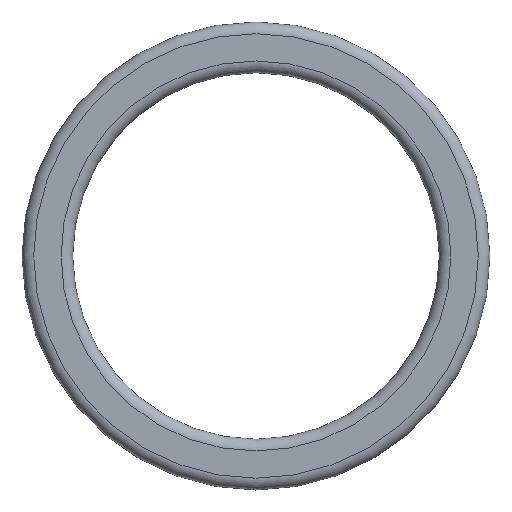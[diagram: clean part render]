
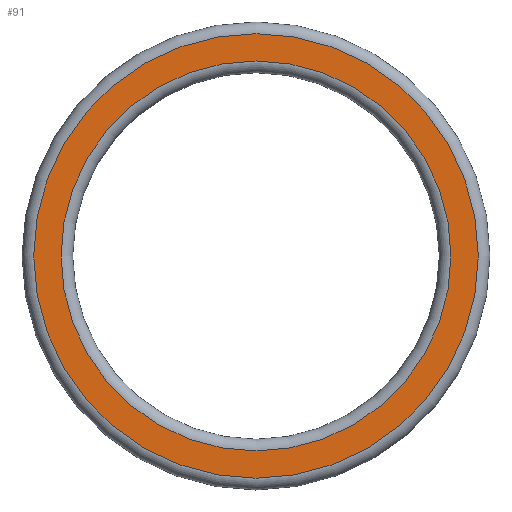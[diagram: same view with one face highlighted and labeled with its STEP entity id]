
A CAD part, top view. The second image highlights one B-rep face of the part: STEP entity #91.
In plain terms, the highlighted planar face has unit normal (0, 0, 1).
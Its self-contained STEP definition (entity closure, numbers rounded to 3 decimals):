
#21=FACE_BOUND('',#33,.T.);
#23=PLANE('',#115);
#26=FACE_OUTER_BOUND('',#32,.T.);
#32=EDGE_LOOP('',(#71));
#33=EDGE_LOOP('',(#72));
#39=CIRCLE('',#111,25.);
#43=CIRCLE('',#116,28.5);
#48=VERTEX_POINT('',#161);
#51=VERTEX_POINT('',#169);
#55=EDGE_CURVE('',#48,#48,#39,.T.);
#59=EDGE_CURVE('',#51,#51,#43,.T.);
#71=ORIENTED_EDGE('',*,*,#59,.F.);
#72=ORIENTED_EDGE('',*,*,#55,.F.);
#91=ADVANCED_FACE('',(#26,#21),#23,.T.);
#111=AXIS2_PLACEMENT_3D('',#162,#129,#130);
#115=AXIS2_PLACEMENT_3D('',#168,#137,#138);
#116=AXIS2_PLACEMENT_3D('',#170,#139,#140);
#129=DIRECTION('center_axis',(0.,0.,1.));
#130=DIRECTION('ref_axis',(1.,0.,0.));
#137=DIRECTION('center_axis',(0.,0.,1.));
#138=DIRECTION('ref_axis',(1.,0.,0.));
#139=DIRECTION('center_axis',(0.,0.,-1.));
#140=DIRECTION('ref_axis',(1.,0.,0.));
#161=CARTESIAN_POINT('',(25.,0.,5.));
#162=CARTESIAN_POINT('Origin',(0.,0.,5.));
#168=CARTESIAN_POINT('Origin',(0.,0.,5.));
#169=CARTESIAN_POINT('',(-28.5,0.,5.));
#170=CARTESIAN_POINT('Origin',(0.,0.,5.));
